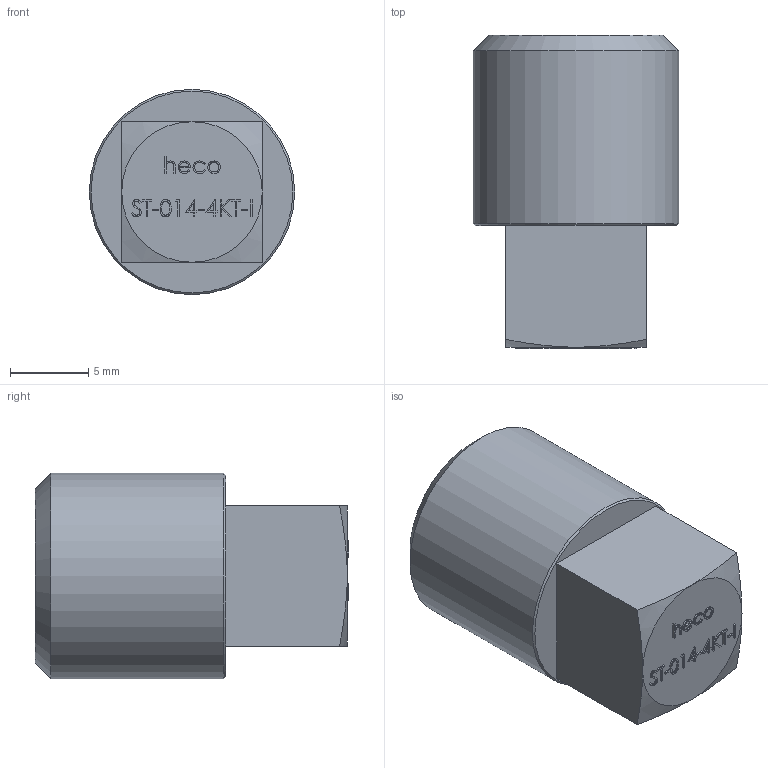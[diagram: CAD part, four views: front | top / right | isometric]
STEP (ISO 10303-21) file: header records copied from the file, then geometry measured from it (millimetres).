
FILE_DESCRIPTION (( 'STEP AP214' ), '1' );
FILE_NAME ('heco_ST-014-4KT-I 1512.STEP', '2015-12-22T10:32:49', ( 'test' ), ( '' ), 'SwSTEP 2.0', 'SolidWorks 2011', '' );
FILE_SCHEMA (( 'AUTOMOTIVE_DESIGN' ));
Length unit declared in the file: millimetre
Products named in the file (1): heco_ST-014-4KT-I 1512
Bounding box: 13.16 x 20.1 x 13.16 mm (x, y, z)
Volume: 2268.2 mm3; surface area: 1028.6 mm2
Topology: 1 solids, 1 shells, 184 faces, 474 edges, 314 vertices
Faces by surface type: plane 118, bspline 59, cone 6, cylinder 1
Full cylindrical faces by diameter (mm): 13.157 x1
Entity records: 10591 total; most frequent: CARTESIAN_POINT 4477, ORIENTED_EDGE 942, DIRECTION 605, EDGE_CURVE 471, LINE 337, VECTOR 337, VERTEX_POINT 314, EDGE_LOOP 209
